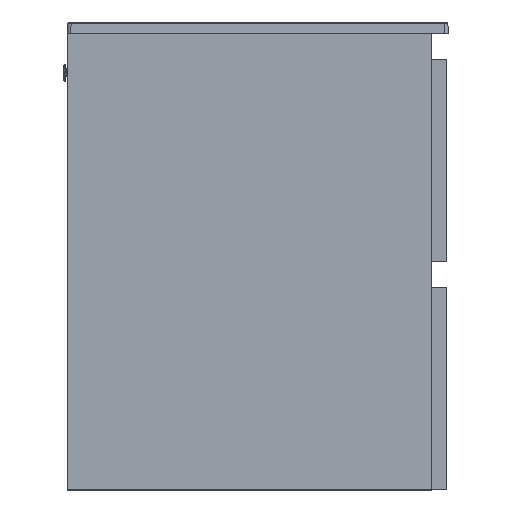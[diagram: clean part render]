
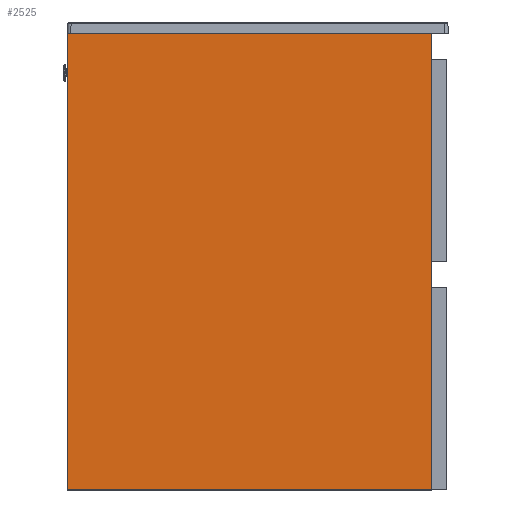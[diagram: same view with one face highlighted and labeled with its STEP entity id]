
A CAD part, left-side view. The second image highlights one B-rep face of the part: STEP entity #2525.
In plain terms, the highlighted planar face has unit normal (-1, 0, 0).
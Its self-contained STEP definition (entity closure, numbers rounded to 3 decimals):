
#2525=ADVANCED_FACE('',(#4827),#37509,.T.);
#4827=FACE_OUTER_BOUND('',#7298,.T.);
#7298=EDGE_LOOP('',(#18548,#18549,#18550,#18551));
#18548=ORIENTED_EDGE('',*,*,#25254,.T.);
#18549=ORIENTED_EDGE('',*,*,#25247,.T.);
#18550=ORIENTED_EDGE('',*,*,#25255,.F.);
#18551=ORIENTED_EDGE('',*,*,#25252,.F.);
#25247=EDGE_CURVE('',#35482,#35485,#30354,.T.);
#25252=EDGE_CURVE('',#35488,#35489,#30359,.T.);
#25254=EDGE_CURVE('',#35488,#35482,#30361,.T.);
#25255=EDGE_CURVE('',#35489,#35485,#30362,.T.);
#30354=B_SPLINE_CURVE_WITH_KNOTS('',1,(#73131,#73132),.UNSPECIFIED.,.F.,
 .F.,(2,2),(0.,2950.),.UNSPECIFIED.);
#30359=B_SPLINE_CURVE_WITH_KNOTS('',1,(#73141,#73142),.UNSPECIFIED.,.F.,
 .F.,(2,2),(0.,2950.),.UNSPECIFIED.);
#30361=B_SPLINE_CURVE_WITH_KNOTS('',1,(#73145,#73146),.UNSPECIFIED.,.F.,
 .F.,(2,2),(1740.,2320.),.UNSPECIFIED.);
#30362=B_SPLINE_CURVE_WITH_KNOTS('',1,(#73147,#73148),.UNSPECIFIED.,.F.,
 .F.,(2,2),(1740.,2320.),.UNSPECIFIED.);
#35482=VERTEX_POINT('',#73117);
#35485=VERTEX_POINT('',#73120);
#35488=VERTEX_POINT('',#73123);
#35489=VERTEX_POINT('',#73124);
#37509=PLANE('',#39825);
#39825=AXIS2_PLACEMENT_3D('',#73114,#41783,$);
#41783=DIRECTION('',(-1.,0.,0.));
#73114=CARTESIAN_POINT('',(-299.5,225.244,242.));
#73117=CARTESIAN_POINT('',(-299.5,-205.756,242.));
#73120=CARTESIAN_POINT('',(-299.5,-205.756,782.));
#73123=CARTESIAN_POINT('',(-299.5,225.244,242.));
#73124=CARTESIAN_POINT('',(-299.5,225.244,782.));
#73131=CARTESIAN_POINT('',(-299.5,-205.756,242.));
#73132=CARTESIAN_POINT('',(-299.5,-205.756,782.));
#73141=CARTESIAN_POINT('',(-299.5,225.244,242.));
#73142=CARTESIAN_POINT('',(-299.5,225.244,782.));
#73145=CARTESIAN_POINT('',(-299.5,225.244,242.));
#73146=CARTESIAN_POINT('',(-299.5,-205.756,242.));
#73147=CARTESIAN_POINT('',(-299.5,225.244,782.));
#73148=CARTESIAN_POINT('',(-299.5,-205.756,782.));
